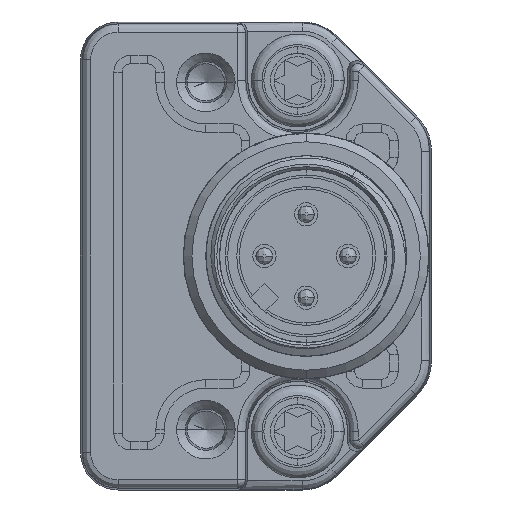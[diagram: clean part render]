
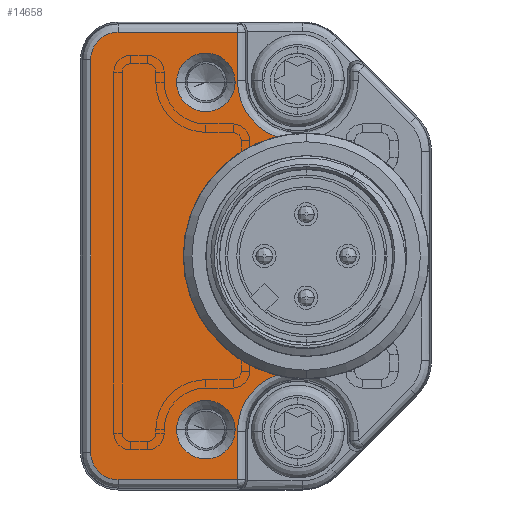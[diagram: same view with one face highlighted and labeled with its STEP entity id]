
A CAD part, left-side view. The second image highlights one B-rep face of the part: STEP entity #14658.
In plain terms, the highlighted planar face has unit normal (-1, 0, 0).
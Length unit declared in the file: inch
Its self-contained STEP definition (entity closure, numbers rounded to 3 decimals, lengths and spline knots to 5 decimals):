
#221=CARTESIAN_POINT('',(-0.51181,0.31496,
-0.41339));
#222=DIRECTION('',(1.,0.,0.));
#223=DIRECTION('',(0.,1.,0.));
#224=AXIS2_PLACEMENT_3D('',#221,#222,#223);
#226=DIRECTION('',(0.,0.,1.));
#227=VECTOR('',#226,0.11381);
#228=CARTESIAN_POINT('',(-0.51181,0.45723,
-0.5272));
#229=LINE('',#228,#227);
#230=DIRECTION('',(0.,-1.,0.));
#231=VECTOR('',#230,0.28096);
#232=CARTESIAN_POINT('',(-0.51181,0.73819,
-0.5272));
#233=LINE('',#232,#231);
#234=CARTESIAN_POINT('',(-0.51181,0.73819,
-0.4626));
#235=DIRECTION('',(-1.,0.,0.));
#236=DIRECTION('',(0.,1.,0.));
#237=AXIS2_PLACEMENT_3D('',#234,#235,#236);
#239=DIRECTION('',(0.,0.,-1.));
#240=VECTOR('',#239,0.9252);
#241=CARTESIAN_POINT('',(-0.51181,0.80279,
0.4626));
#242=LINE('',#241,#240);
#243=CARTESIAN_POINT('',(-0.51181,0.73819,
0.4626));
#244=DIRECTION('',(-1.,0.,0.));
#245=DIRECTION('',(0.,0.,1.));
#246=AXIS2_PLACEMENT_3D('',#243,#244,#245);
#248=DIRECTION('',(0.,1.,0.));
#249=VECTOR('',#248,0.28096);
#250=CARTESIAN_POINT('',(-0.51181,0.45723,
0.5272));
#251=LINE('',#250,#249);
#252=DIRECTION('',(0.,0.,1.));
#253=VECTOR('',#252,0.11381);
#254=CARTESIAN_POINT('',(-0.51181,0.45723,
0.41339));
#255=LINE('',#254,#253);
#256=CARTESIAN_POINT('',(-0.51181,0.31496,
0.41339));
#257=DIRECTION('',(1.,0.,0.));
#258=DIRECTION('',(0.,0.359,-0.933));
#259=AXIS2_PLACEMENT_3D('',#256,#257,#258);
#261=CARTESIAN_POINT('',(-0.51181,0.29528,0.));
#262=DIRECTION('',(-1.,0.,0.));
#263=DIRECTION('',(0.,0.244,0.97));
#264=AXIS2_PLACEMENT_3D('',#261,#262,#263);
#266=CARTESIAN_POINT('',(-0.51181,0.5315,
-0.40915));
#267=DIRECTION('',(1.,0.,0.));
#268=DIRECTION('',(0.,1.,0.));
#269=AXIS2_PLACEMENT_3D('',#266,#267,#268);
#271=CARTESIAN_POINT('',(-0.51181,0.5315,
-0.40915));
#272=DIRECTION('',(1.,0.,0.));
#273=DIRECTION('',(0.,-1.,0.));
#274=AXIS2_PLACEMENT_3D('',#271,#272,#273);
#276=CARTESIAN_POINT('',(-0.51181,0.5315,
0.40915));
#277=DIRECTION('',(1.,0.,0.));
#278=DIRECTION('',(0.,1.,0.));
#279=AXIS2_PLACEMENT_3D('',#276,#277,#278);
#281=CARTESIAN_POINT('',(-0.51181,0.5315,
0.40915));
#282=DIRECTION('',(1.,0.,0.));
#283=DIRECTION('',(0.,-1.,0.));
#284=AXIS2_PLACEMENT_3D('',#281,#282,#283);
#12690=CARTESIAN_POINT('',(-0.51181,0.80279,
-0.4626));
#12691=CARTESIAN_POINT('',(-0.51181,0.73819,
-0.5272));
#12692=VERTEX_POINT('',#12690);
#12693=VERTEX_POINT('',#12691);
#12698=CARTESIAN_POINT('',(-0.51181,0.80279,
0.4626));
#12699=VERTEX_POINT('',#12698);
#12702=CARTESIAN_POINT('',(-0.51181,0.73819,
0.5272));
#12703=VERTEX_POINT('',#12702);
#12726=CARTESIAN_POINT('',(-0.51181,0.60039,
-0.40915));
#12727=CARTESIAN_POINT('',(-0.51181,0.4626,
-0.40915));
#12728=VERTEX_POINT('',#12726);
#12729=VERTEX_POINT('',#12727);
#12730=CARTESIAN_POINT('',(-0.51181,0.60039,
0.40915));
#12731=CARTESIAN_POINT('',(-0.51181,0.4626,
0.40915));
#12732=VERTEX_POINT('',#12730);
#12733=VERTEX_POINT('',#12731);
#12762=CARTESIAN_POINT('',(-0.51181,0.45723,
-0.41339));
#12763=CARTESIAN_POINT('',(-0.51181,0.366,
-0.28059));
#12764=VERTEX_POINT('',#12762);
#12765=VERTEX_POINT('',#12763);
#12766=CARTESIAN_POINT('',(-0.51181,0.45723,
-0.5272));
#12767=VERTEX_POINT('',#12766);
#12790=CARTESIAN_POINT('',(-0.51181,0.366,
0.28059));
#12791=CARTESIAN_POINT('',(-0.51181,0.45723,
0.41339));
#12792=VERTEX_POINT('',#12790);
#12793=VERTEX_POINT('',#12791);
#12794=CARTESIAN_POINT('',(-0.51181,0.45723,
0.5272));
#12795=VERTEX_POINT('',#12794);
#14620=CARTESIAN_POINT('',(-0.51181,0.,0.));
#14621=DIRECTION('',(-1.,0.,0.));
#14622=DIRECTION('',(0.,0.,1.));
#14623=AXIS2_PLACEMENT_3D('',#14620,#14621,#14622);
#14624=PLANE('',#14623);
#14626=ORIENTED_EDGE('',*,*,#14625,.F.);
#14628=ORIENTED_EDGE('',*,*,#14627,.F.);
#14630=ORIENTED_EDGE('',*,*,#14629,.F.);
#14632=ORIENTED_EDGE('',*,*,#14631,.F.);
#14633=ORIENTED_EDGE('',*,*,#14610,.F.);
#14635=ORIENTED_EDGE('',*,*,#14634,.F.);
#14637=ORIENTED_EDGE('',*,*,#14636,.F.);
#14639=ORIENTED_EDGE('',*,*,#14638,.F.);
#14641=ORIENTED_EDGE('',*,*,#14640,.F.);
#14643=ORIENTED_EDGE('',*,*,#14642,.T.);
#14644=EDGE_LOOP('',(#14626,#14628,#14630,#14632,#14633,#14635,#14637,#14639,
#14641,#14643));
#14645=FACE_OUTER_BOUND('',#14644,.F.);
#14647=ORIENTED_EDGE('',*,*,#14646,.F.);
#14649=ORIENTED_EDGE('',*,*,#14648,.F.);
#14650=EDGE_LOOP('',(#14647,#14649));
#14651=FACE_BOUND('',#14650,.F.);
#14653=ORIENTED_EDGE('',*,*,#14652,.F.);
#14655=ORIENTED_EDGE('',*,*,#14654,.F.);
#14656=EDGE_LOOP('',(#14653,#14655));
#14657=FACE_BOUND('',#14656,.F.);
#14658=ADVANCED_FACE('',(#14645,#14651,#14657),#14624,.T.);
#225=CIRCLE('',#224,0.14227);
#238=CIRCLE('',#237,0.0646);
#247=CIRCLE('',#246,0.0646);
#260=CIRCLE('',#259,0.14227);
#265=CIRCLE('',#264,0.28937);
#270=CIRCLE('',#269,0.0689);
#275=CIRCLE('',#274,0.0689);
#280=CIRCLE('',#279,0.0689);
#285=CIRCLE('',#284,0.0689);
#14610=EDGE_CURVE('',#12699,#12692,#242,.T.);
#14625=EDGE_CURVE('',#12764,#12765,#225,.T.);
#14627=EDGE_CURVE('',#12767,#12764,#229,.T.);
#14629=EDGE_CURVE('',#12693,#12767,#233,.T.);
#14631=EDGE_CURVE('',#12692,#12693,#238,.T.);
#14634=EDGE_CURVE('',#12703,#12699,#247,.T.);
#14636=EDGE_CURVE('',#12795,#12703,#251,.T.);
#14638=EDGE_CURVE('',#12793,#12795,#255,.T.);
#14640=EDGE_CURVE('',#12792,#12793,#260,.T.);
#14642=EDGE_CURVE('',#12792,#12765,#265,.T.);
#14646=EDGE_CURVE('',#12728,#12729,#270,.T.);
#14648=EDGE_CURVE('',#12729,#12728,#275,.T.);
#14652=EDGE_CURVE('',#12732,#12733,#280,.T.);
#14654=EDGE_CURVE('',#12733,#12732,#285,.T.);
